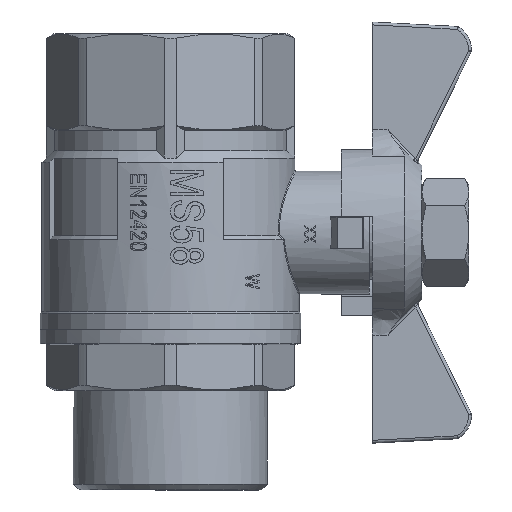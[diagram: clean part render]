
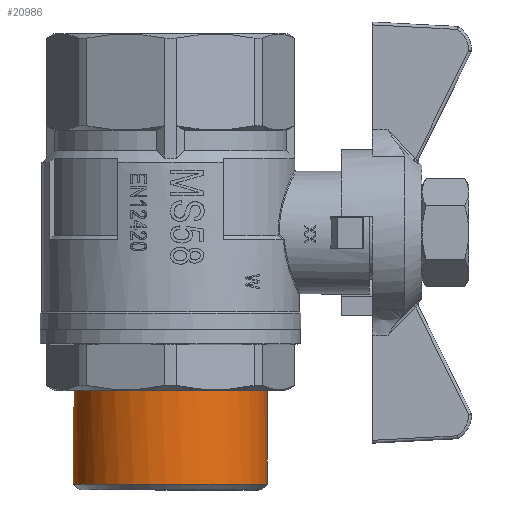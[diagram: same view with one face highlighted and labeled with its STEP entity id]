
A CAD part, front view. The second image highlights one B-rep face of the part: STEP entity #20986.
In plain terms, the highlighted cylindrical face has radius 16.625 mm (diameter 33.249 mm), a full revolution.
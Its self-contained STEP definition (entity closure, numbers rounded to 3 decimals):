
#1899=CYLINDRICAL_SURFACE('',#29919,16.625);
#5128=ORIENTED_EDGE('',*,*,#11523,.F.);
#5129=ORIENTED_EDGE('',*,*,#11531,.T.);
#11523=EDGE_CURVE('',#14774,#14774,#16934,.T.);
#11531=EDGE_CURVE('',#14781,#14781,#16941,.T.);
#14774=VERTEX_POINT('',#42137);
#14781=VERTEX_POINT('',#42210);
#16934=CIRCLE('',#29903,16.625);
#16941=CIRCLE('',#29920,16.625);
#17361=EDGE_LOOP('',(#5128));
#17362=EDGE_LOOP('',(#5129));
#18681=FACE_BOUND('',#17361,.T.);
#18682=FACE_BOUND('',#17362,.T.);
#20986=ADVANCED_FACE('',(#18681,#18682),#1899,.T.);
#29903=AXIS2_PLACEMENT_3D('',#42136,#33326,#33327);
#29919=AXIS2_PLACEMENT_3D('',#42208,#33358,#33359);
#29920=AXIS2_PLACEMENT_3D('',#42209,#33360,#33361);
#33326=DIRECTION('',(0.,0.,1.));
#33327=DIRECTION('',(-0.924,0.383,0.));
#33358=DIRECTION('',(0.,0.,1.));
#33359=DIRECTION('',(-0.924,0.383,0.));
#33360=DIRECTION('',(0.,0.,1.));
#33361=DIRECTION('',(1.,0.,0.));
#42136=CARTESIAN_POINT('',(0.,0.,-12.7));
#42137=CARTESIAN_POINT('',(-15.359,6.362,-12.7));
#42208=CARTESIAN_POINT('',(0.,0.,-25.086));
#42209=CARTESIAN_POINT('',(0.,0.,-28.7));
#42210=CARTESIAN_POINT('',(16.625,0.,-28.7));
